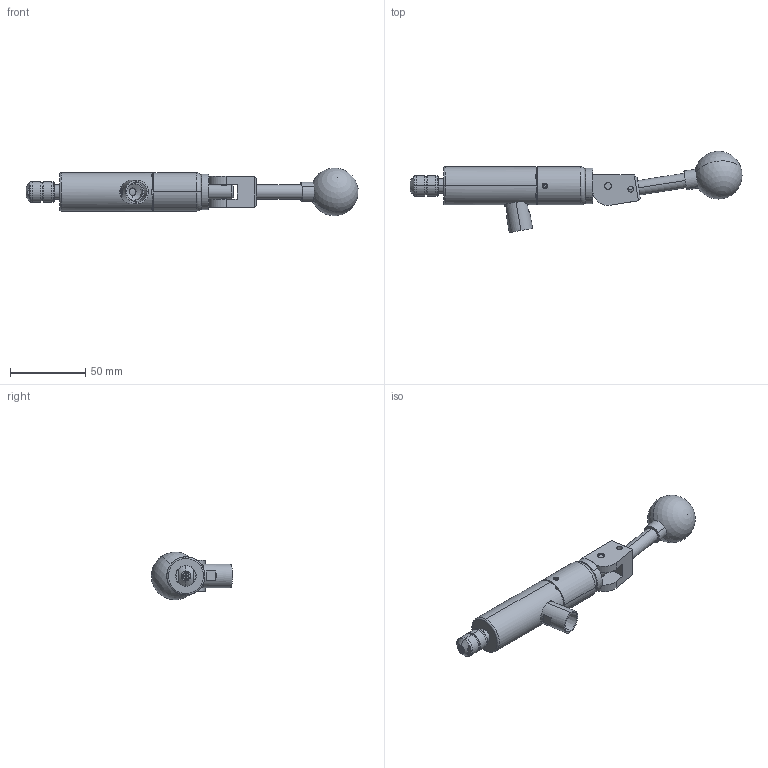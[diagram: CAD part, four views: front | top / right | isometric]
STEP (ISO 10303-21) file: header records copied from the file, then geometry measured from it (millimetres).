
FILE_DESCRIPTION (( 'STEP AP214' ), '1' );
FILE_NAME ('CTSC-003457.STEP', '2025-05-22T12:46:02', ( '' ), ( '' ), 'SwSTEP 2.0', 'SolidWorks 2023', '' );
FILE_SCHEMA (( 'AUTOMOTIVE_DESIGN' ));
Length unit declared in the file: inch
Products named in the file (1): CTSC-003457
Bounding box: 220.94 x 54.02 x 31.66 mm (x, y, z)
Volume: 82442.4 mm3; surface area: 25027.4 mm2
Topology: 10 solids, 10 shells, 283 faces, 656 edges, 411 vertices
Faces by surface type: cylinder 121, plane 98, cone 46, torus 13, bspline 3, sphere 2
Entity records: 12932 total; most frequent: CARTESIAN_POINT 2927, DIRECTION 1372, ORIENTED_EDGE 1298, EDGE_CURVE 649, AXIS2_PLACEMENT_3D 569, VERTEX_POINT 408, EDGE_LOOP 325, CIRCLE 288
